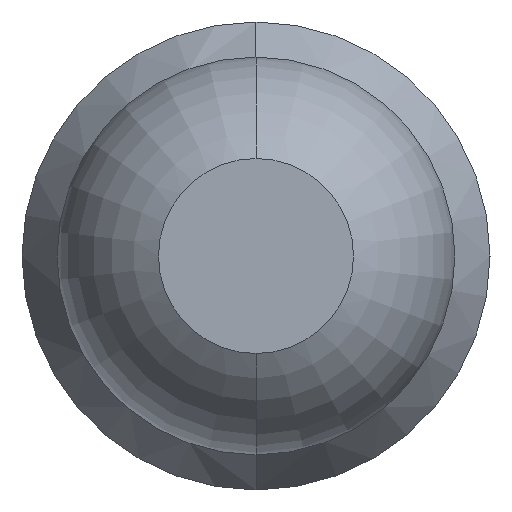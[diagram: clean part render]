
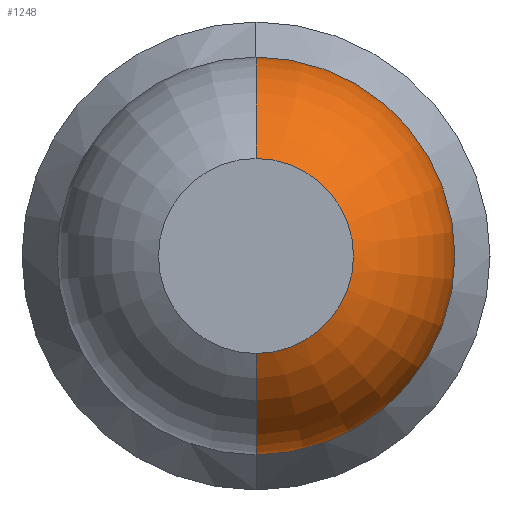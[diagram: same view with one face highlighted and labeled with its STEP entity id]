
A CAD part, front view. The second image highlights one B-rep face of the part: STEP entity #1248.
In plain terms, the highlighted toroidal (fillet/blend) face has major radius 0.01 mm and minor radius 0.5 mm.
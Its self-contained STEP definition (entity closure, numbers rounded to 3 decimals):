
#163 = VERTEX_POINT ( 'NONE', #3688 ) ;
#491 = ORIENTED_EDGE ( 'NONE', *, *, #1073, .T. ) ;
#551 = FACE_OUTER_BOUND ( 'NONE', #2432, .T. ) ;
#577 = ORIENTED_EDGE ( 'NONE', *, *, #3705, .T. ) ;
#620 = DIRECTION ( 'NONE',  ( 0., 0., 1. ) ) ;
#649 = AXIS2_PLACEMENT_3D ( 'NONE', #3806, #2939, #2622 ) ;
#700 = CARTESIAN_POINT ( 'NONE',  ( 0., -24.961, 0.01 ) ) ;
#1073 = EDGE_CURVE ( 'Defeature ausgef�hrt1_0+Defeature ausgef�hrt1_6+Defeature ausgef�hrt1_6+Defeature ausgef�hrt1_6', #2260, #163, #2464, .T. ) ;
#1117 = DIRECTION ( 'NONE',  ( 0., 0., -1. ) ) ;
#1121 = VERTEX_POINT ( 'NONE', #1693 ) ;
#1248 = ADVANCED_FACE ( 'Defeature ausgef�hrt1_0', ( #551 ), #3828, .T. ) ;
#1532 = CARTESIAN_POINT ( 'NONE',  ( 0., -25.4, 0. ) ) ;
#1573 = DIRECTION ( 'NONE',  ( -1., 0., 0. ) ) ;
#1693 = CARTESIAN_POINT ( 'NONE',  ( 0., -25.4, -0.25 ) ) ;
#1775 = CARTESIAN_POINT ( 'NONE',  ( 0., -25.4, 0.25 ) ) ;
#1789 = DIRECTION ( 'NONE',  ( 0., 1., 0. ) ) ;
#1871 = DIRECTION ( 'NONE',  ( 0., 0., 1. ) ) ;
#1917 = AXIS2_PLACEMENT_3D ( 'NONE', #700, #2814, #3720 ) ;
#2260 = VERTEX_POINT ( 'NONE', #3337 ) ;
#2335 = EDGE_CURVE ( 'NONE', #2260, #1121, #3042, .T. ) ;
#2343 = EDGE_CURVE ( 'NONE', #163, #3681, #3422, .T. ) ;
#2432 = EDGE_LOOP ( 'NONE', ( #491, #3844, #577, #3207 ) ) ;
#2444 = CIRCLE ( 'NONE', #2558, 0.25 ) ;
#2464 = CIRCLE ( 'NONE', #649, 0.51 ) ;
#2558 = AXIS2_PLACEMENT_3D ( 'NONE', #1532, #1789, #620 ) ;
#2622 = DIRECTION ( 'NONE',  ( 0., 0., -1. ) ) ;
#2722 = AXIS2_PLACEMENT_3D ( 'NONE', #3191, #3770, #1117 ) ;
#2814 = DIRECTION ( 'NONE',  ( 1., 0., 0. ) ) ;
#2939 = DIRECTION ( 'NONE',  ( 0., -1., 0. ) ) ;
#3042 = CIRCLE ( 'NONE', #3860, 0.5 ) ;
#3054 = CARTESIAN_POINT ( 'NONE',  ( 0., -24.961, -0.01 ) ) ;
#3191 = CARTESIAN_POINT ( 'NONE',  ( 0., -24.961, 0. ) ) ;
#3207 = ORIENTED_EDGE ( 'NONE', *, *, #2335, .F. ) ;
#3337 = CARTESIAN_POINT ( 'NONE',  ( 0., -24.961, -0.51 ) ) ;
#3422 = CIRCLE ( 'NONE', #1917, 0.5 ) ;
#3681 = VERTEX_POINT ( 'NONE', #1775 ) ;
#3688 = CARTESIAN_POINT ( 'NONE',  ( 0., -24.961, 0.51 ) ) ;
#3705 = EDGE_CURVE ( 'Defeature ausgef�hrt1_0+Defeature ausgef�hrt1_11+Defeature ausgef�hrt1_11+Defeature ausgef�hrt1_11', #3681, #1121, #2444, .T. ) ;
#3720 = DIRECTION ( 'NONE',  ( 0., 0., -1. ) ) ;
#3770 = DIRECTION ( 'NONE',  ( 0., -1., 0. ) ) ;
#3806 = CARTESIAN_POINT ( 'NONE',  ( 0., -24.961, 0. ) ) ;
#3828 = TOROIDAL_SURFACE ( 'NONE', #2722, 0.01, 0.5 ) ;
#3844 = ORIENTED_EDGE ( 'NONE', *, *, #2343, .T. ) ;
#3860 = AXIS2_PLACEMENT_3D ( 'NONE', #3054, #1573, #1871 ) ;
